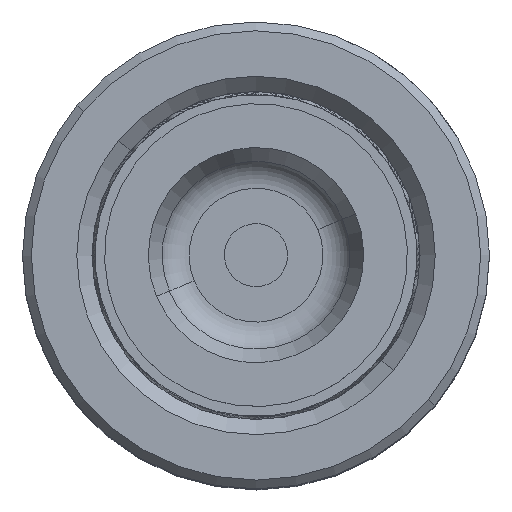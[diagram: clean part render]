
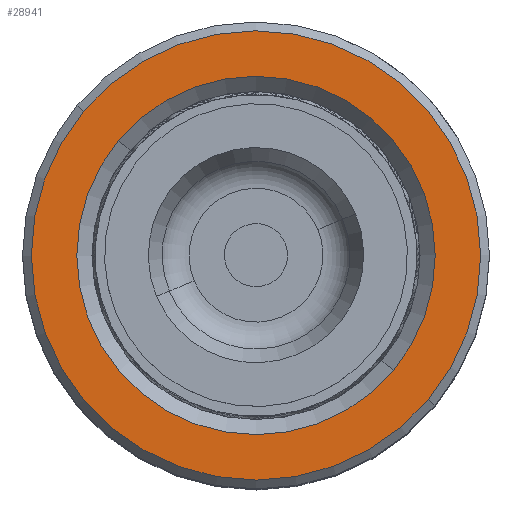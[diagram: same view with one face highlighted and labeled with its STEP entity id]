
A CAD part, top view. The second image highlights one B-rep face of the part: STEP entity #28941.
In plain terms, the highlighted planar face has unit normal (0, 0, 1).
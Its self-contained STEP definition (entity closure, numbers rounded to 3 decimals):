
#1198 = DIRECTION ( 'NONE',  ( 1., 0., 0. ) ) ;
#3990 = CARTESIAN_POINT ( 'NONE',  ( 14.2, 0., 50. ) ) ;
#8144 = CARTESIAN_POINT ( 'NONE',  ( 0., 0., 50. ) ) ;
#8981 = ORIENTED_EDGE ( 'NONE', *, *, #13169, .T. ) ;
#11010 = EDGE_LOOP ( 'NONE', ( #11850, #20340 ) ) ;
#11208 = CARTESIAN_POINT ( 'NONE',  ( 0., 0., 50. ) ) ;
#11432 = DIRECTION ( 'NONE',  ( 1., 0., 0. ) ) ;
#11707 = ORIENTED_EDGE ( 'NONE', *, *, #30411, .T. ) ;
#11850 = ORIENTED_EDGE ( 'NONE', *, *, #28798, .T. ) ;
#13169 = EDGE_CURVE ( 'NONE', #20628, #29576, #13276, .T. ) ;
#13198 = CIRCLE ( 'NONE', #13803, 17.8 ) ;
#13225 = VERTEX_POINT ( 'NONE', #29268 ) ;
#13276 = CIRCLE ( 'NONE', #21283, 14.2 ) ;
#13541 = CARTESIAN_POINT ( 'NONE',  ( 0., 0., 50. ) ) ;
#13803 = AXIS2_PLACEMENT_3D ( 'NONE', #21069, #20793, #11432 ) ;
#13941 = DIRECTION ( 'NONE',  ( 1., 0., 0. ) ) ;
#14080 = DIRECTION ( 'NONE',  ( 0., 0., -1. ) ) ;
#16122 = EDGE_LOOP ( 'NONE', ( #8981, #11707 ) ) ;
#16789 = AXIS2_PLACEMENT_3D ( 'NONE', #13541, #31715, #37646 ) ;
#17599 = DIRECTION ( 'NONE',  ( 0., 0., 1. ) ) ;
#19163 = CARTESIAN_POINT ( 'NONE',  ( -17.8, 0., 50. ) ) ;
#19721 = DIRECTION ( 'NONE',  ( 0., 0., -1. ) ) ;
#20340 = ORIENTED_EDGE ( 'NONE', *, *, #35907, .T. ) ;
#20628 = VERTEX_POINT ( 'NONE', #3990 ) ;
#20793 = DIRECTION ( 'NONE',  ( 0., 0., 1. ) ) ;
#20800 = FACE_OUTER_BOUND ( 'NONE', #11010, .T. ) ;
#21069 = CARTESIAN_POINT ( 'NONE',  ( 0., 0., 50. ) ) ;
#21283 = AXIS2_PLACEMENT_3D ( 'NONE', #38111, #19721, #1198 ) ;
#23690 = CIRCLE ( 'NONE', #16789, 17.8 ) ;
#27690 = AXIS2_PLACEMENT_3D ( 'NONE', #11208, #14080, #13941 ) ;
#28798 = EDGE_CURVE ( 'NONE', #35544, #13225, #23690, .T. ) ;
#28941 = ADVANCED_FACE ( 'NONE', ( #20800, #29917 ), #30256, .T. ) ;
#29268 = CARTESIAN_POINT ( 'NONE',  ( 17.8, 0., 50. ) ) ;
#29576 = VERTEX_POINT ( 'NONE', #37325 ) ;
#29917 = FACE_BOUND ( 'NONE', #16122, .T. ) ;
#30256 = PLANE ( 'NONE',  #36932 ) ;
#30411 = EDGE_CURVE ( 'NONE', #29576, #20628, #35656, .T. ) ;
#31715 = DIRECTION ( 'NONE',  ( 0., 0., 1. ) ) ;
#35544 = VERTEX_POINT ( 'NONE', #19163 ) ;
#35656 = CIRCLE ( 'NONE', #27690, 14.2 ) ;
#35907 = EDGE_CURVE ( 'NONE', #13225, #35544, #13198, .T. ) ;
#36034 = DIRECTION ( 'NONE',  ( 1., 0., 0. ) ) ;
#36932 = AXIS2_PLACEMENT_3D ( 'NONE', #8144, #17599, #36034 ) ;
#37325 = CARTESIAN_POINT ( 'NONE',  ( -14.2, 0., 50. ) ) ;
#37646 = DIRECTION ( 'NONE',  ( 1., 0., 0. ) ) ;
#38111 = CARTESIAN_POINT ( 'NONE',  ( 0., 0., 50. ) ) ;
